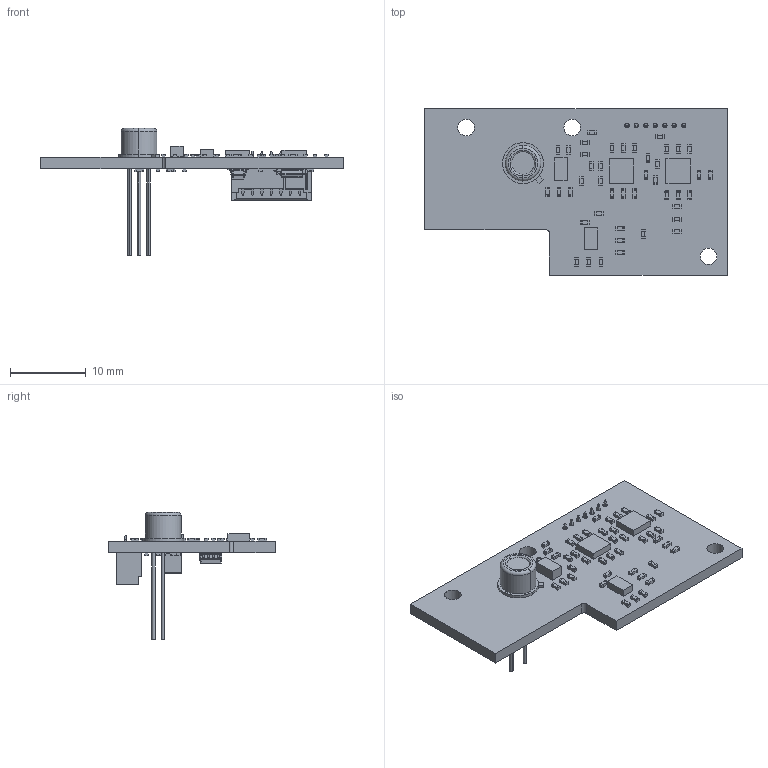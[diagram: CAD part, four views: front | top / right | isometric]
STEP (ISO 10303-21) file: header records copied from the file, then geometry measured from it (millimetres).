
FILE_DESCRIPTION(('Open CASCADE Model'),'2;1');
FILE_NAME('Open CASCADE Shape Model','2025-07-08T14:41:09',('Author'),( 'Open CASCADE'),'Open CASCADE STEP processor 7.5','Open CASCADE 7.5' ,'Unknown');
FILE_SCHEMA(('AUTOMOTIVE_DESIGN { 1 0 10303 214 1 1 1 1 }'));
Length unit declared in the file: millimetre
Products named in the file (85): PCB; Board; Open CASCADE STEP translator 7.5 2.1.1; C27; res_0402; C26; R2; R1; C10; C5; U2; IC_Texas_Instruments_TS5A23159DGSR_eec; IC_BODY; IC_LEG; circle; IC_LEG_MIR7; Texas Instruments; R8; R7; R6; R5; R4; C22; C21; C20; C18; C17; C16; C14; C13; C6; C2; U6; IC_Analog_Devices_AD5245BRJZ10-R2_eec; 1; 2; Analog Devices Logo; R10; R3; U3 ...
Assembly tree (143 placements, depth 4):
  PCB
    Board
      Open CASCADE STEP translator 7.5 2.1.1
    C27
      res_0402
    C26
      res_0402
    R2
      res_0402
    R1
      res_0402
    C10
      res_0402
    C5
      res_0402
    U2
      IC_Texas_Instruments_TS5A23159DGSR_eec
        IC_BODY
        IC_LEG  x5
        circle
        IC_LEG_MIR7  x5
        Texas Instruments
    R8
      res_0402
    R7
      res_0402
    R6
      res_0402
    R5
      res_0402
    R4
      res_0402
    C22
      res_0402
    C21
      res_0402
    C20
      res_0402
    C18
      res_0402
    C17
      res_0402
    C16
      res_0402
    C14
      res_0402
    C13
      res_0402
    C6
      res_0402
    C2
      res_0402
    U6
      IC_Analog_Devices_AD5245BRJZ10-R2_eec
        1
        2
        Analog Devices Logo
    R10
      res_0402
    R3
Bounding box: 40 x 22 x 16.8 mm (x, y, z)
Volume: 1387 mm3; surface area: 2655.2 mm2
Topology: 117 solids, 117 shells, 3196 faces, 8271 edges, 5372 vertices
Faces by surface type: plane 2758, bspline 234, cylinder 178, sphere 22, torus 4
Full cylindrical faces by diameter (mm): 0.142 x1, 0.3 x1, 0.6 x7, 0.8 x3, 2.2 x3
Entity records: 39472 total; most frequent: CARTESIAN_POINT 9460, ORIENTED_EDGE 6026, DIRECTION 5056, EDGE_CURVE 3013, LINE 2224, VECTOR 2224, VERTEX_POINT 1972, AXIS2_PLACEMENT_3D 1416
